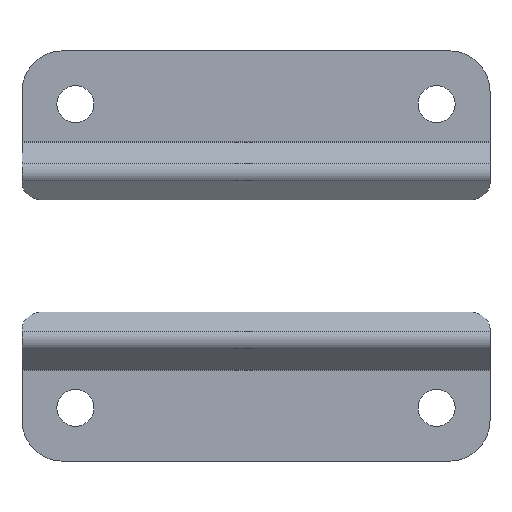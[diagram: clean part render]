
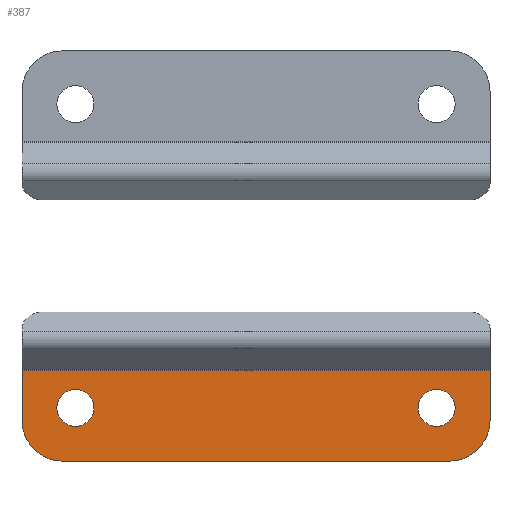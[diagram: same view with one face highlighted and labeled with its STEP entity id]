
A CAD part, front view. The second image highlights one B-rep face of the part: STEP entity #387.
In plain terms, the highlighted planar face has unit normal (0, -1, 0).
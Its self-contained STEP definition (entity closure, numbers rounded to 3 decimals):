
#7 = AXIS2_PLACEMENT_3D ( 'NONE', #913, #269, #407 ) ;
#9 = LINE ( 'NONE', #29, #174 ) ;
#21 = AXIS2_PLACEMENT_3D ( 'NONE', #394, #922, #619 ) ;
#29 = CARTESIAN_POINT ( 'NONE',  ( 57., 0., 0. ) ) ;
#57 = DIRECTION ( 'NONE',  ( 0., 1., 0. ) ) ;
#58 = AXIS2_PLACEMENT_3D ( 'NONE', #181, #771, #266 ) ;
#84 = ORIENTED_EDGE ( 'NONE', *, *, #264, .T. ) ;
#92 = CIRCLE ( 'NONE', #247, 4.5 ) ;
#102 = VECTOR ( 'NONE', #119, 1000. ) ;
#104 = EDGE_CURVE ( 'NONE', #322, #228, #624, .T. ) ;
#107 = CARTESIAN_POINT ( 'NONE',  ( 44., 0., 8.5 ) ) ;
#119 = DIRECTION ( 'NONE',  ( -1., 0., 0. ) ) ;
#156 = DIRECTION ( 'NONE',  ( 0., 1., 0. ) ) ;
#164 = FACE_BOUND ( 'NONE', #627, .T. ) ;
#168 = CARTESIAN_POINT ( 'NONE',  ( -57., 0., 0. ) ) ;
#174 = VECTOR ( 'NONE', #687, 1000. ) ;
#176 = ORIENTED_EDGE ( 'NONE', *, *, #403, .T. ) ;
#181 = CARTESIAN_POINT ( 'NONE',  ( 44., 0., 13. ) ) ;
#183 = EDGE_CURVE ( 'NONE', #613, #714, #214, .T. ) ;
#195 = EDGE_CURVE ( 'NONE', #809, #369, #644, .T. ) ;
#214 = LINE ( 'NONE', #168, #400 ) ;
#226 = CIRCLE ( 'NONE', #650, 4.5 ) ;
#228 = VERTEX_POINT ( 'NONE', #437 ) ;
#242 = DIRECTION ( 'NONE',  ( -1., 0., 0. ) ) ;
#247 = AXIS2_PLACEMENT_3D ( 'NONE', #631, #57, #278 ) ;
#249 = FACE_OUTER_BOUND ( 'NONE', #886, .T. ) ;
#250 = CARTESIAN_POINT ( 'NONE',  ( -47., 0., 10. ) ) ;
#252 = CARTESIAN_POINT ( 'NONE',  ( -44., 0., 17.5 ) ) ;
#264 = EDGE_CURVE ( 'NONE', #273, #952, #9, .T. ) ;
#266 = DIRECTION ( 'NONE',  ( 0., 0., -1. ) ) ;
#267 = EDGE_CURVE ( 'NONE', #701, #513, #226, .T. ) ;
#268 = CIRCLE ( 'NONE', #58, 4.5 ) ;
#269 = DIRECTION ( 'NONE',  ( 0., -1., 0. ) ) ;
#272 = CARTESIAN_POINT ( 'NONE',  ( 57., 0., 22.196 ) ) ;
#273 = VERTEX_POINT ( 'NONE', #389 ) ;
#278 = DIRECTION ( 'NONE',  ( 0., 0., -1. ) ) ;
#293 = VECTOR ( 'NONE', #242, 1000. ) ;
#322 = VERTEX_POINT ( 'NONE', #900 ) ;
#335 = DIRECTION ( 'NONE',  ( 0., -1., 0. ) ) ;
#366 = CIRCLE ( 'NONE', #786, 10. ) ;
#369 = VERTEX_POINT ( 'NONE', #772 ) ;
#382 = PLANE ( 'NONE',  #21 ) ;
#383 = EDGE_CURVE ( 'NONE', #613, #228, #366, .T. ) ;
#387 = ADVANCED_FACE ( 'NONE', ( #410, #164, #249 ), #382, .T. ) ;
#389 = CARTESIAN_POINT ( 'NONE',  ( 57., 0., 10. ) ) ;
#394 = CARTESIAN_POINT ( 'NONE',  ( 57., 0., 0. ) ) ;
#400 = VECTOR ( 'NONE', #665, 1000. ) ;
#403 = EDGE_CURVE ( 'NONE', #322, #273, #806, .T. ) ;
#407 = DIRECTION ( 'NONE',  ( 0., 0., -1. ) ) ;
#410 = FACE_BOUND ( 'NONE', #763, .T. ) ;
#437 = CARTESIAN_POINT ( 'NONE',  ( -47., 0., 0. ) ) ;
#441 = ORIENTED_EDGE ( 'NONE', *, *, #104, .F. ) ;
#451 = DIRECTION ( 'NONE',  ( 0., 1., 0. ) ) ;
#480 = CARTESIAN_POINT ( 'NONE',  ( -44., 0., 8.5 ) ) ;
#505 = ORIENTED_EDGE ( 'NONE', *, *, #267, .T. ) ;
#513 = VERTEX_POINT ( 'NONE', #480 ) ;
#545 = DIRECTION ( 'NONE',  ( 0., 0., -1. ) ) ;
#547 = AXIS2_PLACEMENT_3D ( 'NONE', #593, #156, #654 ) ;
#562 = CARTESIAN_POINT ( 'NONE',  ( -57., 0., 10. ) ) ;
#590 = ORIENTED_EDGE ( 'NONE', *, *, #183, .F. ) ;
#593 = CARTESIAN_POINT ( 'NONE',  ( 44., 0., 13. ) ) ;
#605 = CARTESIAN_POINT ( 'NONE',  ( -44., 0., 13. ) ) ;
#613 = VERTEX_POINT ( 'NONE', #562 ) ;
#619 = DIRECTION ( 'NONE',  ( 0., 0., -1. ) ) ;
#624 = LINE ( 'NONE', #745, #293 ) ;
#627 = EDGE_LOOP ( 'NONE', ( #505, #713 ) ) ;
#628 = CARTESIAN_POINT ( 'NONE',  ( 57., 0., 22.196 ) ) ;
#631 = CARTESIAN_POINT ( 'NONE',  ( -44., 0., 13. ) ) ;
#639 = EDGE_CURVE ( 'NONE', #513, #701, #92, .T. ) ;
#644 = CIRCLE ( 'NONE', #547, 4.5 ) ;
#650 = AXIS2_PLACEMENT_3D ( 'NONE', #605, #451, #901 ) ;
#654 = DIRECTION ( 'NONE',  ( 0., 0., -1. ) ) ;
#657 = ORIENTED_EDGE ( 'NONE', *, *, #898, .T. ) ;
#665 = DIRECTION ( 'NONE',  ( 0., 0., 1. ) ) ;
#684 = ORIENTED_EDGE ( 'NONE', *, *, #195, .T. ) ;
#686 = EDGE_CURVE ( 'NONE', #369, #809, #268, .T. ) ;
#687 = DIRECTION ( 'NONE',  ( 0., 0., 1. ) ) ;
#701 = VERTEX_POINT ( 'NONE', #252 ) ;
#709 = LINE ( 'NONE', #272, #102 ) ;
#713 = ORIENTED_EDGE ( 'NONE', *, *, #639, .T. ) ;
#714 = VERTEX_POINT ( 'NONE', #912 ) ;
#745 = CARTESIAN_POINT ( 'NONE',  ( 57., 0., 0. ) ) ;
#763 = EDGE_LOOP ( 'NONE', ( #851, #684 ) ) ;
#771 = DIRECTION ( 'NONE',  ( 0., 1., 0. ) ) ;
#772 = CARTESIAN_POINT ( 'NONE',  ( 44., 0., 17.5 ) ) ;
#786 = AXIS2_PLACEMENT_3D ( 'NONE', #250, #335, #545 ) ;
#806 = CIRCLE ( 'NONE', #7, 10. ) ;
#809 = VERTEX_POINT ( 'NONE', #107 ) ;
#835 = ORIENTED_EDGE ( 'NONE', *, *, #383, .T. ) ;
#851 = ORIENTED_EDGE ( 'NONE', *, *, #686, .T. ) ;
#886 = EDGE_LOOP ( 'NONE', ( #590, #835, #441, #176, #84, #657 ) ) ;
#898 = EDGE_CURVE ( 'NONE', #952, #714, #709, .T. ) ;
#900 = CARTESIAN_POINT ( 'NONE',  ( 47., 0., 0. ) ) ;
#901 = DIRECTION ( 'NONE',  ( 0., 0., -1. ) ) ;
#912 = CARTESIAN_POINT ( 'NONE',  ( -57., 0., 22.196 ) ) ;
#913 = CARTESIAN_POINT ( 'NONE',  ( 47., 0., 10. ) ) ;
#922 = DIRECTION ( 'NONE',  ( 0., -1., 0. ) ) ;
#952 = VERTEX_POINT ( 'NONE', #628 ) ;
